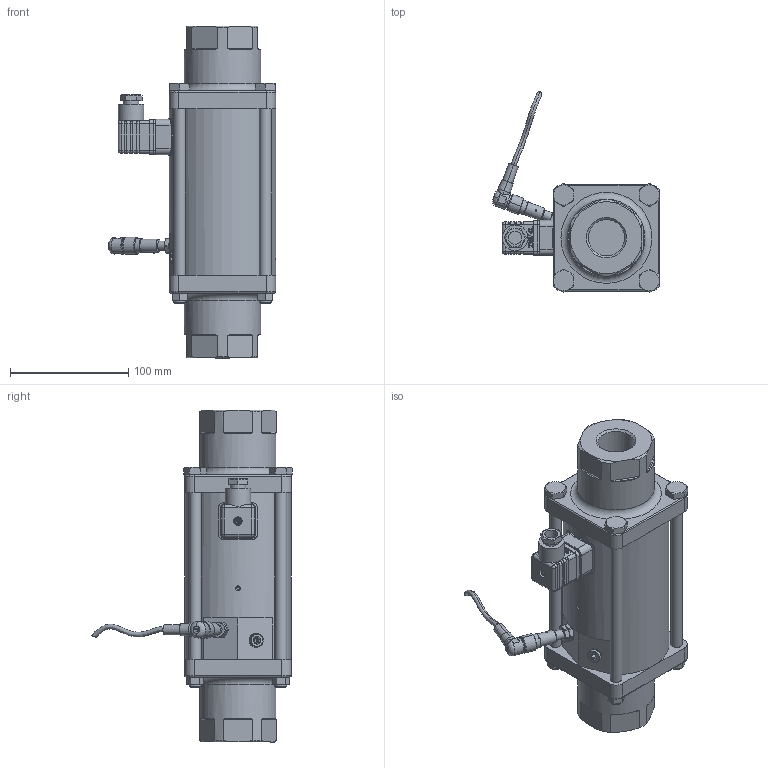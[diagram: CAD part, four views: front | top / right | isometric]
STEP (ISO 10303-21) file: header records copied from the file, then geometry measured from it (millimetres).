
FILE_DESCRIPTION(/* description */ ('Teil 1'),/* implementation_level */ '2;1');
FILE_NAME(/* name */ 'Typ 270 DN25 G1 NC + ES1.stp',/* time_stamp */ '2022-07-06T17:05:34+02:00',/* author */ ('SCanivar'),/* organization */ (''),/* preprocessor_version */ 'ST-DEVELOPER v18.1',/* originating_system */ 'Autodesk Inventor 2021',/* authorisation */ '');
FILE_SCHEMA (('AUTOMOTIVE_DESIGN { 1 0 10303 214 3 1 1 }'));
Length unit declared in the file: millimetre
Products named in the file (1): BG-92701188
Bounding box: 141.49 x 169.97 x 281 mm (x, y, z)
Volume: 1560677.4 mm3; surface area: 127488.9 mm2
Topology: 1 solids, 5 shells, 790 faces, 2068 edges, 1336 vertices
Faces by surface type: plane 387, bspline 155, cylinder 122, cone 97, torus 20, sphere 9
Full cylindrical faces by diameter (mm): 1 x4, 1.5 x1, 2 x1, 2.5 x1, 4.459 x2, 7.2 x1, 8 x1, 10 x8, 11 x2, 11.4 x1, 11.5 x1, 12 x1, 13.3 x1, 15.6 x4, 21.5 x1, 30.75 x2, 65 x2, 90 x1
Entity records: 26537 total; most frequent: CARTESIAN_POINT 7505, ORIENTED_EDGE 4112, DIRECTION 3248, EDGE_CURVE 2056, VERTEX_POINT 1336, AXIS2_PLACEMENT_3D 1101, LINE 1046, VECTOR 1046
